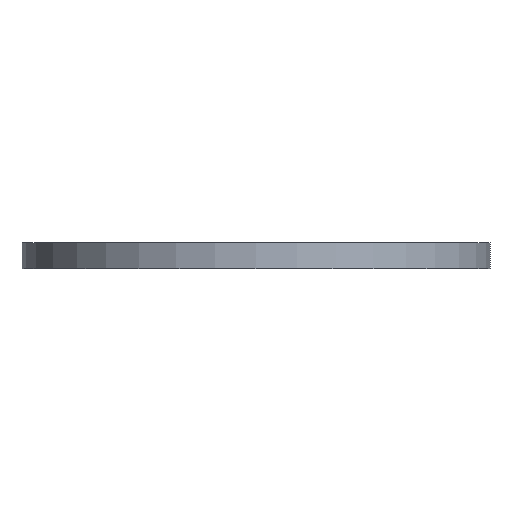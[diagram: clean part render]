
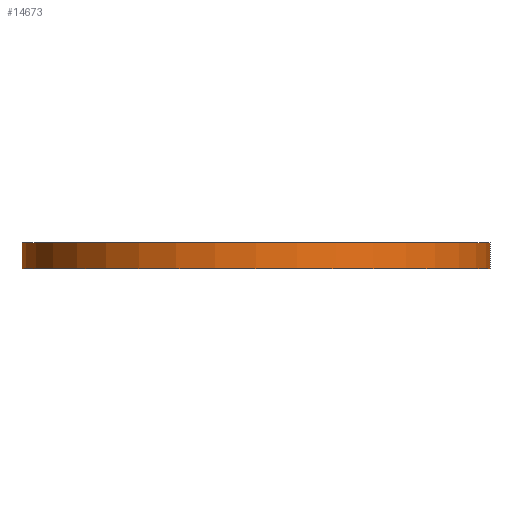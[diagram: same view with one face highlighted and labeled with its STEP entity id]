
A CAD part, front view. The second image highlights one B-rep face of the part: STEP entity #14673.
In plain terms, the highlighted cylindrical face has radius 90 mm (diameter 180 mm), a partial arc.
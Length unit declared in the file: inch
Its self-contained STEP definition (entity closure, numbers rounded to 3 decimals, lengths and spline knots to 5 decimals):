
#428 = LINE ( 'NONE', #12488, #15408 ) ;
#592 = VERTEX_POINT ( 'NONE', #10581 ) ;
#677 = AXIS2_PLACEMENT_3D ( 'NONE', #13446, #10858, #12227 ) ;
#1790 = CIRCLE ( 'NONE', #14786, 3.54331 ) ;
#1955 = CARTESIAN_POINT ( 'NONE',  ( 0., 0., 0.19685 ) ) ;
#2120 = CARTESIAN_POINT ( 'NONE',  ( 3.54331, 0., 0.19685 ) ) ;
#2169 = ORIENTED_EDGE ( 'NONE', *, *, #12019, .T. ) ;
#2236 = EDGE_CURVE ( 'NONE', #4738, #592, #10620, .T. ) ;
#2811 = CARTESIAN_POINT ( 'NONE',  ( 0., 0., 0.19685 ) ) ;
#3188 = ORIENTED_EDGE ( 'NONE', *, *, #16073, .T. ) ;
#3969 = DIRECTION ( 'NONE',  ( 0., 0., -1. ) ) ;
#4189 = DIRECTION ( 'NONE',  ( 0., 0., -1. ) ) ;
#4398 = CARTESIAN_POINT ( 'NONE',  ( 3.54331, 0., -0.19685 ) ) ;
#4735 = AXIS2_PLACEMENT_3D ( 'NONE', #1955, #13512, #12017 ) ;
#4738 = VERTEX_POINT ( 'NONE', #4398 ) ;
#5061 = CARTESIAN_POINT ( 'NONE',  ( -3.54331, 0., 0.19685 ) ) ;
#5706 = CARTESIAN_POINT ( 'NONE',  ( -3.54331, 0., 0.19685 ) ) ;
#6064 = VECTOR ( 'NONE', #3969, 39.37008 ) ;
#6730 = CYLINDRICAL_SURFACE ( 'NONE', #4735, 3.54331 ) ;
#7384 = DIRECTION ( 'NONE',  ( 0., 0., -1. ) ) ;
#7946 = DIRECTION ( 'NONE',  ( 1., 0., 0. ) ) ;
#8021 = VERTEX_POINT ( 'NONE', #5706 ) ;
#9288 = FACE_OUTER_BOUND ( 'NONE', #9719, .T. ) ;
#9719 = EDGE_LOOP ( 'NONE', ( #11205, #3188, #2169, #10200 ) ) ;
#10200 = ORIENTED_EDGE ( 'NONE', *, *, #2236, .F. ) ;
#10581 = CARTESIAN_POINT ( 'NONE',  ( -3.54331, 0., -0.19685 ) ) ;
#10620 = CIRCLE ( 'NONE', #677, 3.54331 ) ;
#10858 = DIRECTION ( 'NONE',  ( 0., 0., -1. ) ) ;
#11205 = ORIENTED_EDGE ( 'NONE', *, *, #14409, .F. ) ;
#11819 = VERTEX_POINT ( 'NONE', #2120 ) ;
#12017 = DIRECTION ( 'NONE',  ( -1., 0., 0. ) ) ;
#12019 = EDGE_CURVE ( 'NONE', #8021, #592, #12964, .T. ) ;
#12227 = DIRECTION ( 'NONE',  ( 1., 0., 0. ) ) ;
#12488 = CARTESIAN_POINT ( 'NONE',  ( 3.54331, 0., 0.19685 ) ) ;
#12964 = LINE ( 'NONE', #5061, #6064 ) ;
#13446 = CARTESIAN_POINT ( 'NONE',  ( 0., 0., -0.19685 ) ) ;
#13512 = DIRECTION ( 'NONE',  ( 0., 0., -1. ) ) ;
#14409 = EDGE_CURVE ( 'NONE', #11819, #4738, #428, .T. ) ;
#14673 = ADVANCED_FACE ( 'NONE', ( #9288 ), #6730, .T. ) ;
#14786 = AXIS2_PLACEMENT_3D ( 'NONE', #2811, #4189, #7946 ) ;
#15408 = VECTOR ( 'NONE', #7384, 39.37008 ) ;
#16073 = EDGE_CURVE ( 'NONE', #11819, #8021, #1790, .T. ) ;
